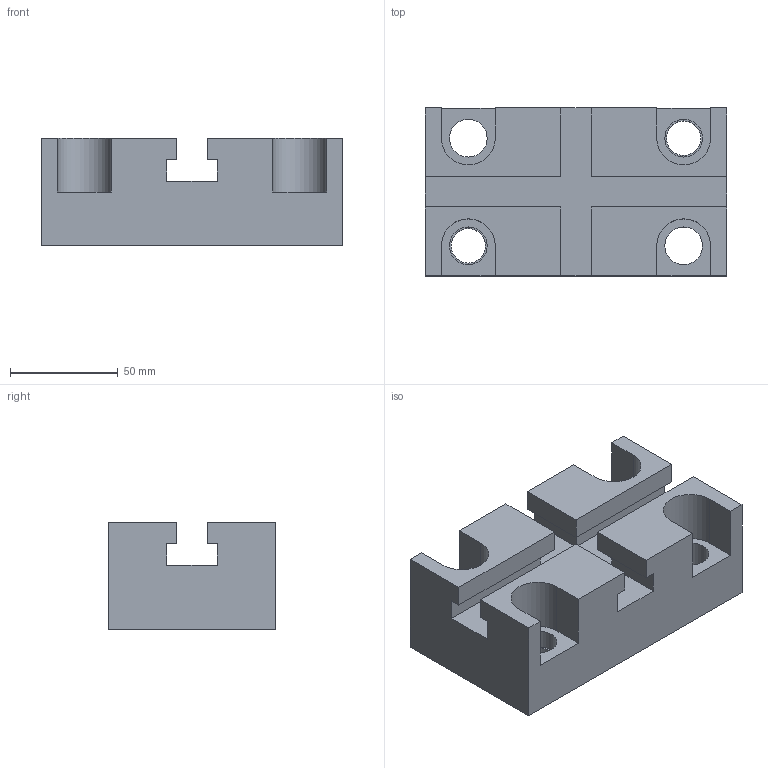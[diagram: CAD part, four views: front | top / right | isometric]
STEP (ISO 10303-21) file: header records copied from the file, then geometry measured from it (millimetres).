
FILE_DESCRIPTION( ( 'STEP AP203' ), '1' );
FILE_NAME( 'EH_1681_000_System_Adaptor_Plates_2_03.stp', ' ', ( ' ' ), ( ' ' ), 'PSStep 15.0.47', 'PARTsolutions', ' ' );
FILE_SCHEMA( ( 'CONFIG_CONTROL_DESIGN' ) );
Length unit declared in the file: millimetre
Products named in the file (1): _EH 1681.000 System Adaptor Plates
Bounding box: 140 x 78 x 50 mm (x, y, z)
Volume: 389398.9 mm3; surface area: 60597.1 mm2
Topology: 1 solids, 1 shells, 54 faces, 150 edges, 100 vertices
Faces by surface type: plane 44, cylinder 10
Full cylindrical faces by diameter (mm): 16 x2, 17.5 x4
Entity records: 1744 total; most frequent: CARTESIAN_POINT 299, ORIENTED_EDGE 288, DIRECTION 274, EDGE_CURVE 144, LINE 124, VECTOR 124, VERTEX_POINT 100, AXIS2_PLACEMENT_3D 75
